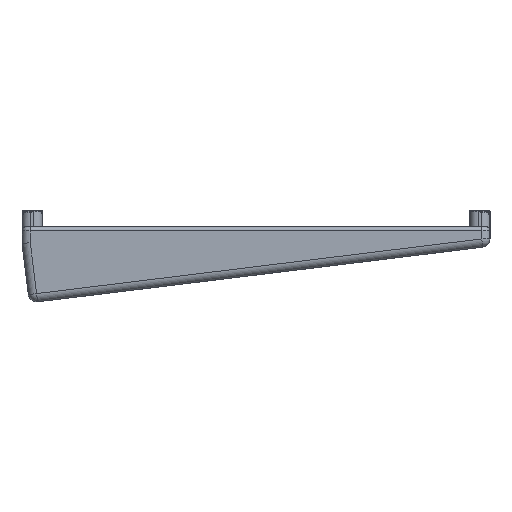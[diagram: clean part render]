
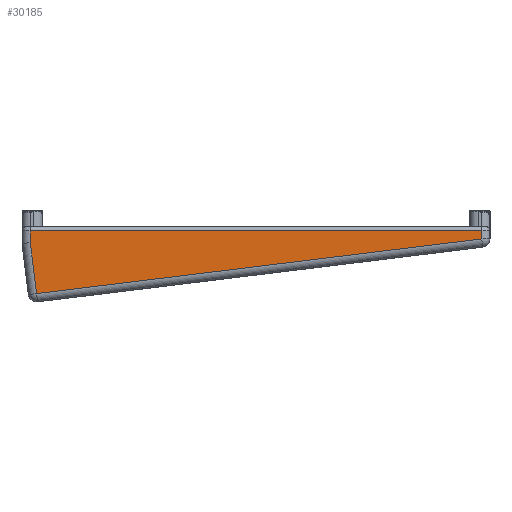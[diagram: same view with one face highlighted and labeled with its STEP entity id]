
A CAD part, left-side view. The second image highlights one B-rep face of the part: STEP entity #30185.
In plain terms, the highlighted planar face has unit normal (-1, 0, 0).
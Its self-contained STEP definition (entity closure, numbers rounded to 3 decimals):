
#236=PLANE('',#33168);
#1806=LINE('',#50852,#3940);
#1845=LINE('',#51218,#3979);
#1846=LINE('',#51220,#3980);
#1849=LINE('',#51225,#3983);
#1850=LINE('',#51228,#3984);
#3940=VECTOR('',#38538,10.);
#3979=VECTOR('',#38787,10.);
#3980=VECTOR('',#38790,10.);
#3983=VECTOR('',#38795,10.);
#3984=VECTOR('',#38800,10.);
#7731=FACE_OUTER_BOUND('',#9609,.T.);
#9609=EDGE_LOOP('',(#24185,#24186,#24187,#24188,#24189));
#13640=VERTEX_POINT('',#50844);
#13642=VERTEX_POINT('',#50850);
#13684=VERTEX_POINT('',#51180);
#13687=VERTEX_POINT('',#51187);
#13693=VERTEX_POINT('',#51224);
#17416=EDGE_CURVE('',#13642,#13640,#1806,.T.);
#17519=EDGE_CURVE('',#13640,#13687,#1845,.T.);
#17520=EDGE_CURVE('',#13687,#13684,#1846,.T.);
#17523=EDGE_CURVE('',#13684,#13693,#1849,.T.);
#17525=EDGE_CURVE('',#13693,#13642,#1850,.T.);
#24185=ORIENTED_EDGE('',*,*,#17416,.F.);
#24186=ORIENTED_EDGE('',*,*,#17525,.F.);
#24187=ORIENTED_EDGE('',*,*,#17523,.F.);
#24188=ORIENTED_EDGE('',*,*,#17520,.F.);
#24189=ORIENTED_EDGE('',*,*,#17519,.F.);
#30185=ADVANCED_FACE('',(#7731),#236,.T.);
#33168=AXIS2_PLACEMENT_3D('',#51230,#38803,#38804);
#38538=DIRECTION('',(0.,-1.,0.));
#38787=DIRECTION('',(0.,0.,-1.));
#38790=DIRECTION('',(0.,0.993,-0.122));
#38795=DIRECTION('',(0.,0.122,0.993));
#38800=DIRECTION('',(0.,0.,1.));
#38803=DIRECTION('center_axis',(-1.,0.,0.));
#38804=DIRECTION('ref_axis',(0.,0.,1.));
#50844=CARTESIAN_POINT('',(-4.15,-2.65,-7.75));
#50850=CARTESIAN_POINT('',(-4.15,78.85,-7.75));
#50852=CARTESIAN_POINT('',(-4.15,59.225,-7.75));
#51180=CARTESIAN_POINT('',(-4.15,77.724,-19.076));
#51187=CARTESIAN_POINT('',(-4.15,-2.65,-9.207));
#51218=CARTESIAN_POINT('',(-4.15,-2.65,-10.437));
#51220=CARTESIAN_POINT('',(-4.15,17.046,-11.625));
#51224=CARTESIAN_POINT('',(-4.15,78.85,-9.908));
#51225=CARTESIAN_POINT('',(-4.15,77.653,-19.654));
#51228=CARTESIAN_POINT('',(-4.15,78.85,-11.937));
#51230=CARTESIAN_POINT('Origin',(-4.15,38.1,-13.874));
